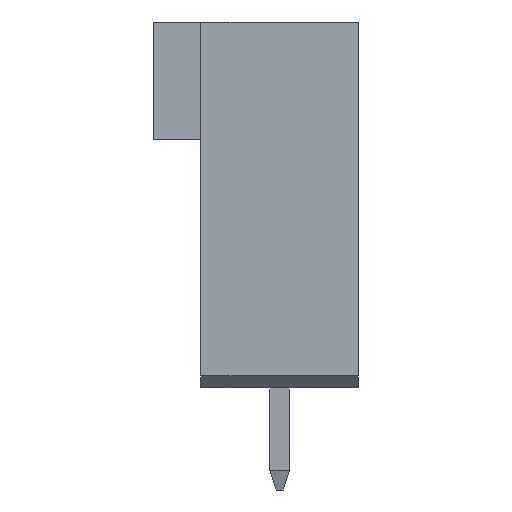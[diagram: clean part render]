
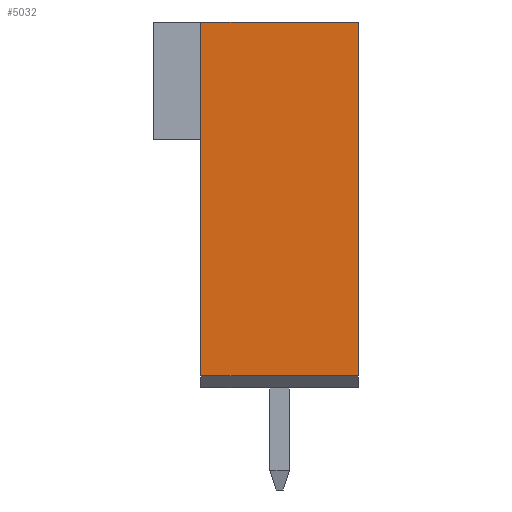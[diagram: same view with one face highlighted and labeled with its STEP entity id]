
A CAD part, left-side view. The second image highlights one B-rep face of the part: STEP entity #5032.
In plain terms, the highlighted planar face has unit normal (-1, 0, 0).
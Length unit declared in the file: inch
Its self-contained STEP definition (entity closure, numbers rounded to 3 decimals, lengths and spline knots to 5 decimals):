
#1=DIRECTION('',(0.,-1.,0.));
#2=VECTOR('',#1,0.2);
#3=CARTESIAN_POINT('',(-1.05,0.1,0.15));
#4=LINE('',#3,#2);
#5=DIRECTION('',(0.,0.,-1.));
#6=VECTOR('',#5,0.45);
#7=CARTESIAN_POINT('',(-1.05,-0.1,0.15));
#8=LINE('',#7,#6);
#9=DIRECTION('',(0.,1.,0.));
#10=VECTOR('',#9,0.2);
#11=CARTESIAN_POINT('',(-1.05,-0.1,-0.3));
#12=LINE('',#11,#10);
#45=DIRECTION('',(0.,0.,-1.));
#46=VECTOR('',#45,0.45);
#47=CARTESIAN_POINT('',(-1.05,0.1,0.15));
#48=LINE('',#47,#46);
#3849=CARTESIAN_POINT('',(-1.05,-0.1,0.15));
#3850=CARTESIAN_POINT('',(-1.05,-0.1,-0.3));
#3851=VERTEX_POINT('',#3849);
#3852=VERTEX_POINT('',#3850);
#3853=CARTESIAN_POINT('',(-1.05,0.1,-0.3));
#3854=VERTEX_POINT('',#3853);
#4019=CARTESIAN_POINT('',(-1.05,0.1,0.15));
#4020=VERTEX_POINT('',#4019);
#5017=CARTESIAN_POINT('',(-1.05,0.,0.));
#5018=DIRECTION('',(1.,0.,0.));
#5019=DIRECTION('',(0.,0.,-1.));
#5020=AXIS2_PLACEMENT_3D('',#5017,#5018,#5019);
#5021=PLANE('',#5020);
#5023=ORIENTED_EDGE('',*,*,#5022,.F.);
#5025=ORIENTED_EDGE('',*,*,#5024,.T.);
#5027=ORIENTED_EDGE('',*,*,#5026,.T.);
#5029=ORIENTED_EDGE('',*,*,#5028,.T.);
#5030=EDGE_LOOP('',(#5023,#5025,#5027,#5029));
#5031=FACE_OUTER_BOUND('',#5030,.F.);
#5032=ADVANCED_FACE('',(#5031),#5021,.F.);
#5022=EDGE_CURVE('',#4020,#3854,#48,.T.);
#5024=EDGE_CURVE('',#4020,#3851,#4,.T.);
#5026=EDGE_CURVE('',#3851,#3852,#8,.T.);
#5028=EDGE_CURVE('',#3852,#3854,#12,.T.);
